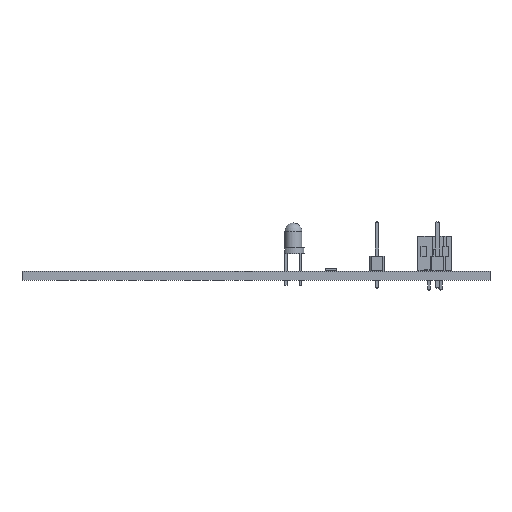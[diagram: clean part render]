
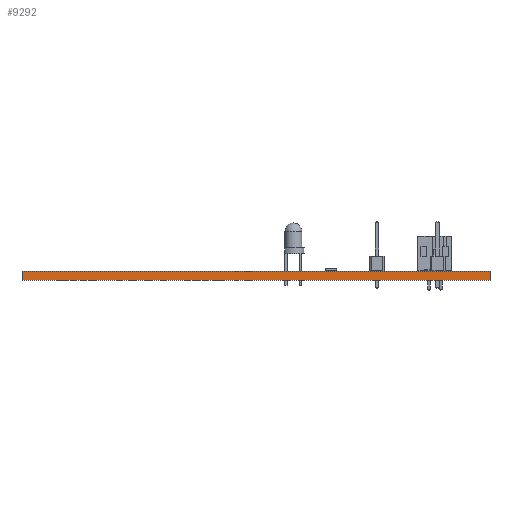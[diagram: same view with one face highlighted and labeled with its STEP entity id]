
A CAD part, front view. The second image highlights one B-rep face of the part: STEP entity #9292.
In plain terms, the highlighted planar face has unit normal (0, -1, 0).
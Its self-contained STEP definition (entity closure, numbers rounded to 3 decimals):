
#9292 = ADVANCED_FACE('',(#9293),#9327,.T.);
#9293 = FACE_BOUND('',#9294,.T.);
#9294 = EDGE_LOOP('',(#9295,#9305,#9313,#9321));
#9295 = ORIENTED_EDGE('',*,*,#9296,.T.);
#9296 = EDGE_CURVE('',#9297,#9299,#9301,.T.);
#9297 = VERTEX_POINT('',#9298);
#9298 = CARTESIAN_POINT('',(185.451,-124.951,0.));
#9299 = VERTEX_POINT('',#9300);
#9300 = CARTESIAN_POINT('',(185.451,-124.951,1.6));
#9301 = LINE('',#9302,#9303);
#9302 = CARTESIAN_POINT('',(185.451,-124.951,0.));
#9303 = VECTOR('',#9304,1.);
#9304 = DIRECTION('',(0.,0.,1.));
#9305 = ORIENTED_EDGE('',*,*,#9306,.T.);
#9306 = EDGE_CURVE('',#9299,#9307,#9309,.T.);
#9307 = VERTEX_POINT('',#9308);
#9308 = CARTESIAN_POINT('',(104.451,-124.951,1.6));
#9309 = LINE('',#9310,#9311);
#9310 = CARTESIAN_POINT('',(185.451,-124.951,1.6));
#9311 = VECTOR('',#9312,1.);
#9312 = DIRECTION('',(-1.,0.,0.));
#9313 = ORIENTED_EDGE('',*,*,#9314,.F.);
#9314 = EDGE_CURVE('',#9315,#9307,#9317,.T.);
#9315 = VERTEX_POINT('',#9316);
#9316 = CARTESIAN_POINT('',(104.451,-124.951,0.));
#9317 = LINE('',#9318,#9319);
#9318 = CARTESIAN_POINT('',(104.451,-124.951,0.));
#9319 = VECTOR('',#9320,1.);
#9320 = DIRECTION('',(0.,0.,1.));
#9321 = ORIENTED_EDGE('',*,*,#9322,.F.);
#9322 = EDGE_CURVE('',#9297,#9315,#9323,.T.);
#9323 = LINE('',#9324,#9325);
#9324 = CARTESIAN_POINT('',(185.451,-124.951,0.));
#9325 = VECTOR('',#9326,1.);
#9326 = DIRECTION('',(-1.,0.,0.));
#9327 = PLANE('',#9328);
#9328 = AXIS2_PLACEMENT_3D('',#9329,#9330,#9331);
#9329 = CARTESIAN_POINT('',(185.451,-124.951,0.));
#9330 = DIRECTION('',(0.,-1.,0.));
#9331 = DIRECTION('',(-1.,0.,0.));
